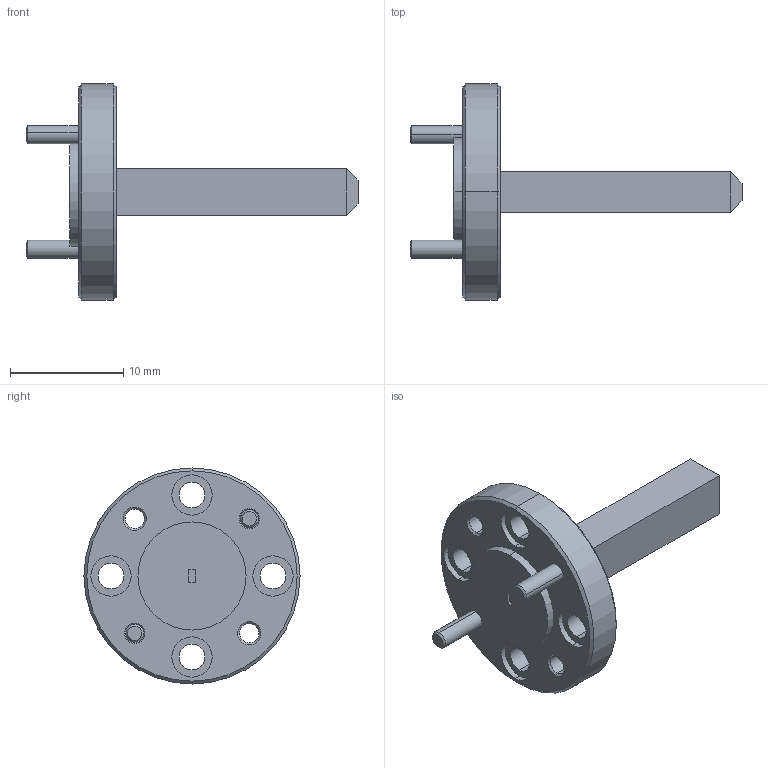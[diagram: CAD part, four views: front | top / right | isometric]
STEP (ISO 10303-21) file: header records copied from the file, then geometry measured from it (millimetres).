
FILE_DESCRIPTION (( 'STEP AP203' ), '1' );
FILE_NAME ('SAP-04-R2.STEP', '2019-06-21T00:17:50', ( '' ), ( '' ), 'SwSTEP 2.0', 'SolidWorks 2016', '' );
FILE_SCHEMA (( 'CONFIG_CONTROL_DESIGN' ));
Length unit declared in the file: inch
Products named in the file (1): SAP-04-R2
Bounding box: 29.27 x 19.05 x 19.05 mm (x, y, z)
Volume: 1240.6 mm3; surface area: 1296.9 mm2
Topology: 3 solids, 3 shells, 77 faces, 168 edges, 104 vertices
Faces by surface type: cylinder 32, plane 25, cone 20
Entity records: 2221 total; most frequent: DIRECTION 408, CARTESIAN_POINT 350, ORIENTED_EDGE 336, EDGE_CURVE 168, AXIS2_PLACEMENT_3D 162, VERTEX_POINT 104, EDGE_LOOP 100, VECTOR 84
